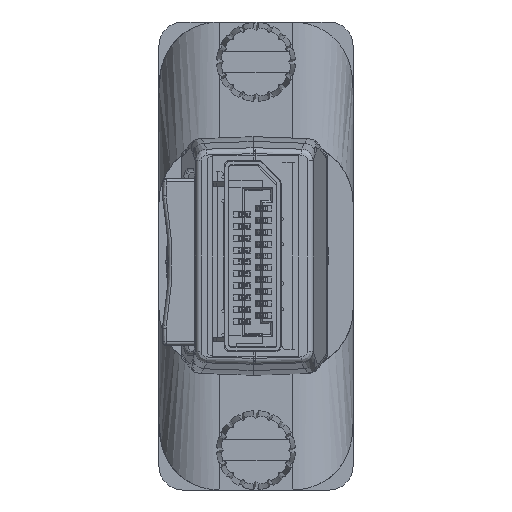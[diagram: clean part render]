
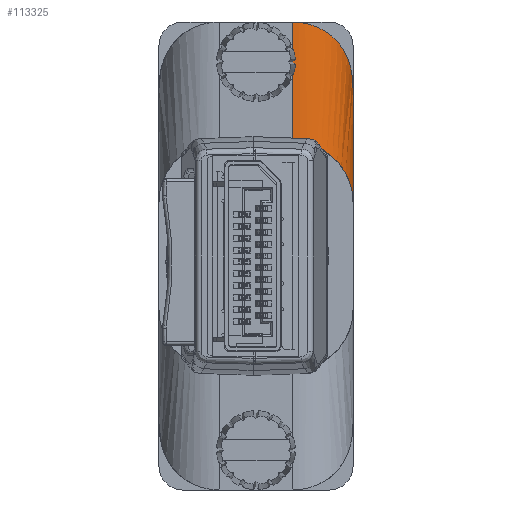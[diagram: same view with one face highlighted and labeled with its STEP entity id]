
A CAD part, left-side view. The second image highlights one B-rep face of the part: STEP entity #113325.
In plain terms, the highlighted free-form (B-spline) face has degree [3, 1] with [4, 2] control points.
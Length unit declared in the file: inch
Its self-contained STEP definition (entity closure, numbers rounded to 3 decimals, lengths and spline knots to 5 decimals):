
#3692 = CARTESIAN_POINT ( 'NONE',  ( -0.17717, -0.32, -0.75244 ) ) ;
#4392 = CARTESIAN_POINT ( 'NONE',  ( -0.37402, -0.12, -0.97244 ) ) ;
#4502 = B_SPLINE_CURVE_WITH_KNOTS ( 'NONE', 3,
 ( #100664, #38204, #100269, #82143 ),
 .UNSPECIFIED., .F., .F.,
 ( 4, 4 ),
 ( 0., 0.00008 ),
 .UNSPECIFIED. ) ;
#4838 = CARTESIAN_POINT ( 'NONE',  ( -0.30918, -0.26971, -0.9073 ) ) ;
#5615 = VERTEX_POINT ( 'NONE', #67908 ) ;
#6137 = CARTESIAN_POINT ( 'NONE',  ( 0., -0.12, -0.97244 ) ) ;
#10689 = CARTESIAN_POINT ( 'NONE',  ( -0.77165, -0.12, -0.97244 ) ) ;
#11860 = CARTESIAN_POINT ( 'NONE',  ( 0.77165, -0.12, -0.97244 ) ) ;
#12286 = CARTESIAN_POINT ( 'NONE',  ( -0.33629, -0.23926, -0.9346 ) ) ;
#13827 = EDGE_CURVE ( 'NONE', #5615, #98699, #54042, .T. ) ;
#16544 = CARTESIAN_POINT ( 'NONE',  ( -0.55165, -0.32, -0.75244 ) ) ;
#16580 = CARTESIAN_POINT ( 'NONE',  ( -0.55165, -0.32, -0.75244 ) ) ;
#21341 = CARTESIAN_POINT ( 'NONE',  ( -0.2894, -0.28536, -0.88658 ) ) ;
#22100 = CARTESIAN_POINT ( 'NONE',  ( -0.3481, -0.22107, -0.94623 ) ) ;
#22275 = VECTOR ( 'NONE', #40264, 39.37008 ) ;
#22488 = CARTESIAN_POINT ( 'NONE',  ( -0.18201, -0.32, -0.75899 ) ) ;
#24464 = CARTESIAN_POINT ( 'NONE',  ( -0.77165, -0.12, -0.97244 ) ) ;
#24680 = ORIENTED_EDGE ( 'NONE', *, *, #41066, .F. ) ;
#24938 = DIRECTION ( 'NONE',  ( 1., 0., 0. ) ) ;
#25090 = LINE ( 'NONE', #6137, #22275 ) ;
#29186 = CARTESIAN_POINT ( 'NONE',  ( 0.72191, -0.32, -0.9227 ) ) ;
#30001 = CARTESIAN_POINT ( 'NONE',  ( -0.3637, -0.18652, -0.96154 ) ) ;
#30762 = CARTESIAN_POINT ( 'NONE',  ( -0.35504, -0.20782, -0.95303 ) ) ;
#31527 = CARTESIAN_POINT ( 'NONE',  ( -0.31884, -0.2605, -0.91715 ) ) ;
#38204 = CARTESIAN_POINT ( 'NONE',  ( -0.37402, -0.12105, -0.97244 ) ) ;
#38620 = CARTESIAN_POINT ( 'NONE',  ( -0.37402, -0.13972, -0.97214 ) ) ;
#39286 = EDGE_LOOP ( 'NONE', ( #71087, #80542, #49222, #24680, #58714 ) ) ;
#39759 = CARTESIAN_POINT ( 'NONE',  ( -0.18698, -0.31982, -0.76558 ) ) ;
#40141 = CARTESIAN_POINT ( 'NONE',  ( -0.24819, -0.30706, -0.84101 ) ) ;
#40264 = DIRECTION ( 'NONE',  ( 1., 0., 0. ) ) ;
#41066 = EDGE_CURVE ( 'NONE', #77635, #98699, #56260, .T. ) ;
#47126 = CARTESIAN_POINT ( 'NONE',  ( -0.17717, -0.32, -0.75244 ) ) ;
#47209 = CARTESIAN_POINT ( 'NONE',  ( 0.55165, -0.32, -0.75244 ) ) ;
#47596 = CARTESIAN_POINT ( 'NONE',  ( 0.77165, -0.19916, -0.97244 ) ) ;
#47637 = CARTESIAN_POINT ( 'NONE',  ( -0.37196, -0.15571, -0.96985 ) ) ;
#49222 = ORIENTED_EDGE ( 'NONE', *, *, #13827, .T. ) ;
#49560 = CARTESIAN_POINT ( 'NONE',  ( -0.20199, -0.3185, -0.78503 ) ) ;
#49595 = EDGE_CURVE ( 'NONE', #74464, #77635, #75850, .T. ) ;
#54042 = B_SPLINE_CURVE_WITH_KNOTS ( 'NONE', 3,
 ( #110115, #38620, #47637, #65639, #30001, #111992, #30762, #22100, #85279, #12286, #76229, #31527, #4838, #21341, #67177, #85664, #40141, #103380, #111258, #49560, #112375, #39759, #22488, #3692 ),
 .UNSPECIFIED., .F., .F.,
 ( 4, 2, 2, 2, 2, 2, 2, 2, 2, 2, 2, 4 ),
 ( 0., 0.00124, 0.00186, 0.00248, 0.0031, 0.00372, 0.00497, 0.00621, 0.00745, 0.00869, 0.00931, 0.00993 ),
 .UNSPECIFIED. ) ;
#56260 = LINE ( 'NONE', #86958, #101277 ) ;
#58714 = ORIENTED_EDGE ( 'NONE', *, *, #49595, .F. ) ;
#61273 = CARTESIAN_POINT ( 'NONE',  ( -0.72191, -0.32, -0.9227 ) ) ;
#61935 = VERTEX_POINT ( 'NONE', #4392 ) ;
#65639 = CARTESIAN_POINT ( 'NONE',  ( -0.3661, -0.17898, -0.96393 ) ) ;
#65802 = B_SPLINE_SURFACE_WITH_KNOTS ( 'NONE', 3, 1, ( 
 ( #10689, #11860 ),
 ( #66000, #47596 ),
 ( #92353, #29186 ),
 ( #91973, #47209 ) ),
 .UNSPECIFIED., .F., .F., .F.,
 ( 4, 4 ),
 ( 2, 2 ),
 ( 0., 0.56542 ),
 ( 0., 1. ),
 .UNSPECIFIED. ) ;
#66000 = CARTESIAN_POINT ( 'NONE',  ( -0.77165, -0.19916, -0.97244 ) ) ;
#67177 = CARTESIAN_POINT ( 'NONE',  ( -0.27925, -0.29186, -0.8757 ) ) ;
#67908 = CARTESIAN_POINT ( 'NONE',  ( -0.37402, -0.12315, -0.97241 ) ) ;
#71087 = ORIENTED_EDGE ( 'NONE', *, *, #110365, .T. ) ;
#74464 = VERTEX_POINT ( 'NONE', #92944 ) ;
#75850 = B_SPLINE_CURVE_WITH_KNOTS ( 'NONE', 3,
 ( #24464, #105373, #61273, #16580 ),
 .UNSPECIFIED., .F., .F.,
 ( 4, 4 ),
 ( 0., 0.53144 ),
 .UNSPECIFIED. ) ;
#76229 = CARTESIAN_POINT ( 'NONE',  ( -0.33207, -0.24482, -0.9304 ) ) ;
#77635 = VERTEX_POINT ( 'NONE', #16544 ) ;
#80542 = ORIENTED_EDGE ( 'NONE', *, *, #95924, .T. ) ;
#82143 = CARTESIAN_POINT ( 'NONE',  ( -0.37402, -0.12315, -0.97241 ) ) ;
#85279 = CARTESIAN_POINT ( 'NONE',  ( -0.34429, -0.22741, -0.9425 ) ) ;
#85664 = CARTESIAN_POINT ( 'NONE',  ( -0.25868, -0.30271, -0.85295 ) ) ;
#86958 = CARTESIAN_POINT ( 'NONE',  ( 0., -0.32, -0.75244 ) ) ;
#90454 = FACE_OUTER_BOUND ( 'NONE', #39286, .T. ) ;
#91973 = CARTESIAN_POINT ( 'NONE',  ( -0.55165, -0.32, -0.75244 ) ) ;
#92353 = CARTESIAN_POINT ( 'NONE',  ( -0.72191, -0.32, -0.9227 ) ) ;
#92944 = CARTESIAN_POINT ( 'NONE',  ( -0.77165, -0.12, -0.97244 ) ) ;
#95924 = EDGE_CURVE ( 'NONE', #61935, #5615, #4502, .T. ) ;
#98699 = VERTEX_POINT ( 'NONE', #47126 ) ;
#100269 = CARTESIAN_POINT ( 'NONE',  ( -0.37402, -0.1221, -0.97243 ) ) ;
#100664 = CARTESIAN_POINT ( 'NONE',  ( -0.37402, -0.12, -0.97244 ) ) ;
#101277 = VECTOR ( 'NONE', #24938, 39.37008 ) ;
#103380 = CARTESIAN_POINT ( 'NONE',  ( -0.22745, -0.31378, -0.81661 ) ) ;
#105373 = CARTESIAN_POINT ( 'NONE',  ( -0.77165, -0.19916, -0.97244 ) ) ;
#110115 = CARTESIAN_POINT ( 'NONE',  ( -0.37402, -0.12315, -0.97241 ) ) ;
#110365 = EDGE_CURVE ( 'NONE', #74464, #61935, #25090, .T. ) ;
#111258 = CARTESIAN_POINT ( 'NONE',  ( -0.21718, -0.31616, -0.80414 ) ) ;
#111992 = CARTESIAN_POINT ( 'NONE',  ( -0.35817, -0.20091, -0.9561 ) ) ;
#112375 = CARTESIAN_POINT ( 'NONE',  ( -0.19695, -0.31907, -0.77858 ) ) ;
#113325 = ADVANCED_FACE ( 'NONE', ( #90454 ), #65802, .F. ) ;
